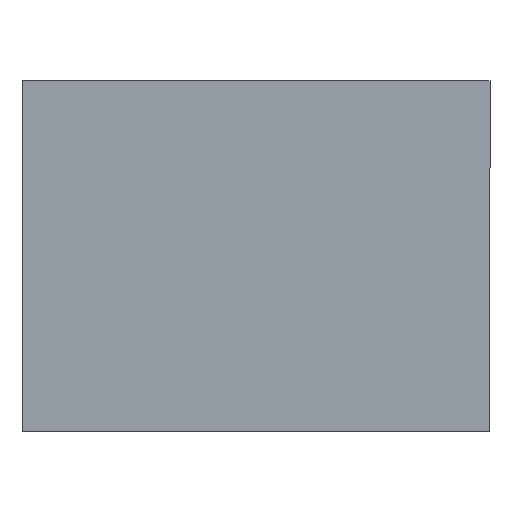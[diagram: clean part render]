
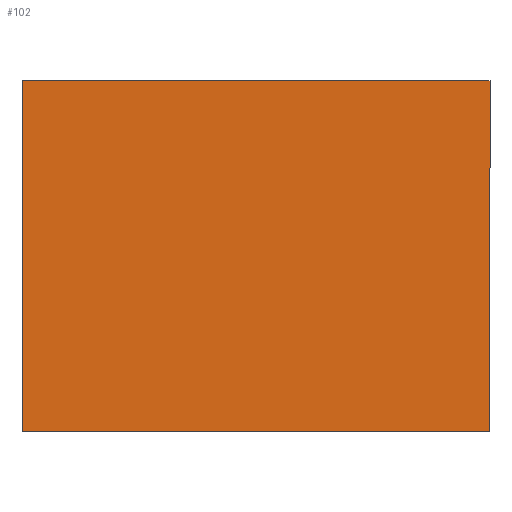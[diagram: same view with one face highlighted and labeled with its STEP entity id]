
A CAD part, front view. The second image highlights one B-rep face of the part: STEP entity #102.
In plain terms, the highlighted planar face has unit normal (0, -1, 0).
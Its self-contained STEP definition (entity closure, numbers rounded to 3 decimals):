
#45 = VERTEX_POINT ( 'NONE', #544 ) ;
#102 = ADVANCED_FACE ( 'NONE', ( #863 ), #663, .F. ) ;
#143 = VECTOR ( 'NONE', #812, 1000. ) ;
#170 = LINE ( 'NONE', #779, #594 ) ;
#256 = DIRECTION ( 'NONE',  ( -1., 0., 0. ) ) ;
#260 = EDGE_LOOP ( 'NONE', ( #460, #1153, #855, #1145 ) ) ;
#276 = VERTEX_POINT ( 'NONE', #516 ) ;
#296 = EDGE_CURVE ( 'NONE', #620, #45, #170, .T. ) ;
#392 = EDGE_CURVE ( 'NONE', #276, #411, #1007, .T. ) ;
#411 = VERTEX_POINT ( 'NONE', #909 ) ;
#413 = DIRECTION ( 'NONE',  ( 0., 1., 0. ) ) ;
#460 = ORIENTED_EDGE ( 'NONE', *, *, #296, .F. ) ;
#465 = EDGE_CURVE ( 'NONE', #411, #620, #906, .T. ) ;
#516 = CARTESIAN_POINT ( 'NONE',  ( -100., 0., -75. ) ) ;
#544 = CARTESIAN_POINT ( 'NONE',  ( 100., 0., -75. ) ) ;
#571 = CARTESIAN_POINT ( 'NONE',  ( 100., 0., 75. ) ) ;
#594 = VECTOR ( 'NONE', #893, 1000. ) ;
#620 = VERTEX_POINT ( 'NONE', #571 ) ;
#642 = DIRECTION ( 'NONE',  ( 1., 0., 0. ) ) ;
#650 = CARTESIAN_POINT ( 'NONE',  ( -100., 0., 75. ) ) ;
#663 = PLANE ( 'NONE',  #975 ) ;
#681 = DIRECTION ( 'NONE',  ( 0., 0., 1. ) ) ;
#686 = EDGE_CURVE ( 'NONE', #45, #276, #805, .T. ) ;
#779 = CARTESIAN_POINT ( 'NONE',  ( 100., 0., -75. ) ) ;
#805 = LINE ( 'NONE', #970, #853 ) ;
#812 = DIRECTION ( 'NONE',  ( 0., 0., 1. ) ) ;
#853 = VECTOR ( 'NONE', #256, 1000. ) ;
#855 = ORIENTED_EDGE ( 'NONE', *, *, #392, .F. ) ;
#863 = FACE_OUTER_BOUND ( 'NONE', #260, .T. ) ;
#893 = DIRECTION ( 'NONE',  ( 0., 0., -1. ) ) ;
#906 = LINE ( 'NONE', #650, #1105 ) ;
#909 = CARTESIAN_POINT ( 'NONE',  ( -100., 0., 75. ) ) ;
#919 = CARTESIAN_POINT ( 'NONE',  ( -100., 0., -75. ) ) ;
#960 = CARTESIAN_POINT ( 'NONE',  ( 0., 0., 0. ) ) ;
#970 = CARTESIAN_POINT ( 'NONE',  ( -100., 0., -75. ) ) ;
#975 = AXIS2_PLACEMENT_3D ( 'NONE', #960, #413, #681 ) ;
#1007 = LINE ( 'NONE', #919, #143 ) ;
#1105 = VECTOR ( 'NONE', #642, 1000. ) ;
#1145 = ORIENTED_EDGE ( 'NONE', *, *, #686, .F. ) ;
#1153 = ORIENTED_EDGE ( 'NONE', *, *, #465, .F. ) ;
